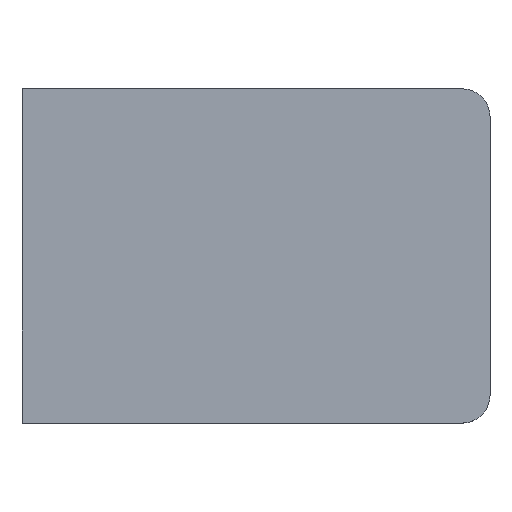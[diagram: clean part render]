
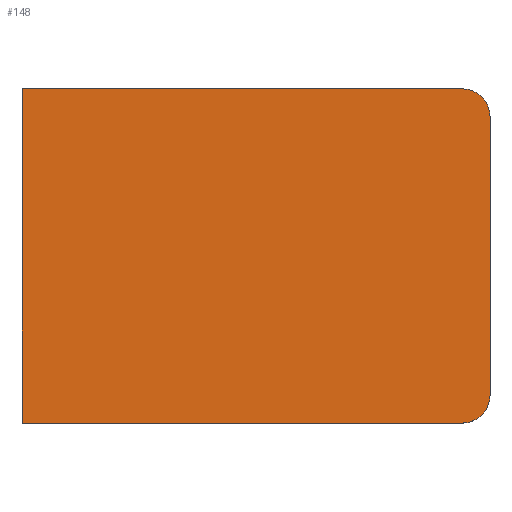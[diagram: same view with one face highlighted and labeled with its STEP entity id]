
A CAD part, top view. The second image highlights one B-rep face of the part: STEP entity #148.
In plain terms, the highlighted planar face has unit normal (0, 0, 1).
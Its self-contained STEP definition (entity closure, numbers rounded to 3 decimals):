
#24=PLANE('',#175);
#32=FACE_OUTER_BOUND('',#40,.T.);
#40=EDGE_LOOP('',(#133,#134,#135,#136,#137,#138));
#45=LINE('',#237,#59);
#51=LINE('',#254,#65);
#53=LINE('',#257,#67);
#54=LINE('',#259,#68);
#59=VECTOR('',#193,10.);
#65=VECTOR('',#209,10.);
#67=VECTOR('',#213,10.);
#68=VECTOR('',#216,10.);
#69=CIRCLE('',#165,2.5);
#72=CIRCLE('',#171,2.5);
#73=VERTEX_POINT('',#224);
#74=VERTEX_POINT('',#225);
#78=VERTEX_POINT('',#235);
#82=VERTEX_POINT('',#247);
#83=VERTEX_POINT('',#248);
#84=VERTEX_POINT('',#253);
#85=EDGE_CURVE('',#73,#74,#69,.T.);
#91=EDGE_CURVE('',#73,#78,#45,.T.);
#96=EDGE_CURVE('',#82,#83,#72,.T.);
#99=EDGE_CURVE('',#84,#83,#51,.T.);
#101=EDGE_CURVE('',#82,#74,#53,.T.);
#102=EDGE_CURVE('',#78,#84,#54,.T.);
#133=ORIENTED_EDGE('',*,*,#85,.F.);
#134=ORIENTED_EDGE('',*,*,#91,.T.);
#135=ORIENTED_EDGE('',*,*,#102,.T.);
#136=ORIENTED_EDGE('',*,*,#99,.T.);
#137=ORIENTED_EDGE('',*,*,#96,.F.);
#138=ORIENTED_EDGE('',*,*,#101,.T.);
#148=ADVANCED_FACE('',(#32),#24,.T.);
#165=AXIS2_PLACEMENT_3D('',#226,#183,#184);
#171=AXIS2_PLACEMENT_3D('',#249,#203,#204);
#175=AXIS2_PLACEMENT_3D('',#260,#217,#218);
#183=DIRECTION('center_axis',(0.,0.,-1.));
#184=DIRECTION('ref_axis',(0.707,0.707,0.));
#193=DIRECTION('',(-1.,0.,0.));
#203=DIRECTION('center_axis',(0.,0.,-1.));
#204=DIRECTION('ref_axis',(0.707,-0.707,0.));
#209=DIRECTION('',(1.,0.,0.));
#213=DIRECTION('',(0.,1.,0.));
#216=DIRECTION('',(0.,-1.,0.));
#217=DIRECTION('center_axis',(0.,0.,1.));
#218=DIRECTION('ref_axis',(1.,0.,0.));
#224=CARTESIAN_POINT('',(39.5,30.,6.5));
#225=CARTESIAN_POINT('',(42.,27.5,6.5));
#226=CARTESIAN_POINT('Origin',(39.5,27.5,6.5));
#235=CARTESIAN_POINT('',(0.,30.,6.5));
#237=CARTESIAN_POINT('',(42.,30.,6.5));
#247=CARTESIAN_POINT('',(42.,2.5,6.5));
#248=CARTESIAN_POINT('',(39.5,0.,6.5));
#249=CARTESIAN_POINT('Origin',(39.5,2.5,6.5));
#253=CARTESIAN_POINT('',(0.,0.,6.5));
#254=CARTESIAN_POINT('',(0.,0.,6.5));
#257=CARTESIAN_POINT('',(42.,0.,6.5));
#259=CARTESIAN_POINT('',(0.,30.,6.5));
#260=CARTESIAN_POINT('Origin',(21.,15.,6.5));
